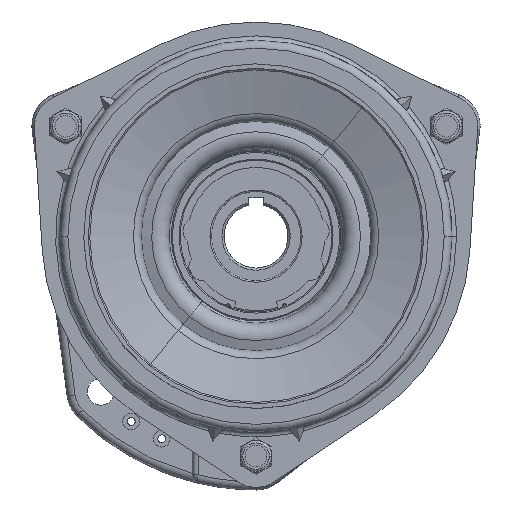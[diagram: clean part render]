
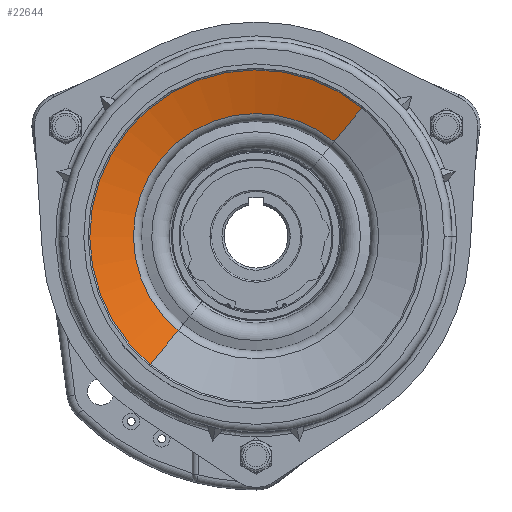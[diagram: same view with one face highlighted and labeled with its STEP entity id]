
A CAD part, top view. The second image highlights one B-rep face of the part: STEP entity #22644.
In plain terms, the highlighted conical face has half-angle 73 degrees and reference radius 54.937 mm.
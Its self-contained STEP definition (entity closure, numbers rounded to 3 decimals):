
#1214 = VERTEX_POINT ( 'NONE', #27767 ) ;
#1364 = VERTEX_POINT ( 'NONE', #27917 ) ;
#1514 = VERTEX_POINT ( 'NONE', #14119 ) ;
#1607 = VERTEX_POINT ( 'NONE', #14304 ) ;
#4209 = CIRCLE ( 'NONE', #15250, 74.482 ) ;
#6161 = CARTESIAN_POINT ( 'NONE',  ( 0., 0., 67.057 ) ) ;
#6162 = DIRECTION ( 'NONE',  ( 0., 0., 1. ) ) ;
#6163 = DIRECTION ( 'NONE',  ( 0.636, 0.771, 0. ) ) ;
#9640 = CIRCLE ( 'NONE', #15820, 54.937 ) ;
#9803 = CONICAL_SURFACE ( 'NONE', #35874, 54.937, 1.274 ) ;
#14119 = CARTESIAN_POINT ( 'NONE',  ( -34.959, -42.378, 61.082 ) ) ;
#14304 = CARTESIAN_POINT ( 'NONE',  ( 47.397, 57.455, 67.057 ) ) ;
#15250 = AXIS2_PLACEMENT_3D ( 'NONE', #6161, #6162, #6163 ) ;
#15820 = AXIS2_PLACEMENT_3D ( 'NONE', #32873, #32874, #32875 ) ;
#15827 = VECTOR ( 'NONE', #32882, 1000. ) ;
#15832 = VECTOR ( 'NONE', #32888, 1000. ) ;
#20428 = EDGE_CURVE ( 'NONE', #1607, #1364, #4209, .T. ) ;
#21908 = EDGE_CURVE ( 'NONE', #1214, #1514, #9640, .T. ) ;
#21910 = EDGE_CURVE ( 'NONE', #1514, #1364, #32880, .T. ) ;
#21912 = EDGE_CURVE ( 'NONE', #1214, #1607, #32886, .T. ) ;
#22644 = ADVANCED_FACE ( 'NONE', ( #35863 ), #9803, .F. ) ;
#27767 = CARTESIAN_POINT ( 'NONE',  ( 34.959, 42.378, 61.082 ) ) ;
#27917 = CARTESIAN_POINT ( 'NONE',  ( -47.397, -57.455, 67.057 ) ) ;
#32873 = CARTESIAN_POINT ( 'NONE',  ( 0., 0., 61.082 ) ) ;
#32874 = DIRECTION ( 'NONE',  ( 0., 0., 1. ) ) ;
#32875 = DIRECTION ( 'NONE',  ( 0.636, 0.771, 0. ) ) ;
#32880 = LINE ( 'NONE', #32881, #15827 ) ;
#32881 = CARTESIAN_POINT ( 'NONE',  ( -34.959, -42.378, 61.082 ) ) ;
#32882 = DIRECTION ( 'NONE',  ( -0.609, -0.738, 0.292 ) ) ;
#32886 = LINE ( 'NONE', #32887, #15832 ) ;
#32887 = CARTESIAN_POINT ( 'NONE',  ( 34.959, 42.378, 61.082 ) ) ;
#32888 = DIRECTION ( 'NONE',  ( 0.609, 0.738, 0.292 ) ) ;
#33861 = CARTESIAN_POINT ( 'NONE',  ( 0., 0., 61.082 ) ) ;
#33862 = DIRECTION ( 'NONE',  ( 0., 0., 1. ) ) ;
#33863 = DIRECTION ( 'NONE',  ( 0.636, 0.771, 0. ) ) ;
#34693 = EDGE_LOOP ( 'NONE', ( #37511, #37512, #37513, #37509 ) ) ;
#35863 = FACE_OUTER_BOUND ( 'NONE', #34693, .T. ) ;
#35874 = AXIS2_PLACEMENT_3D ( 'NONE', #33861, #33862, #33863 ) ;
#37509 = ORIENTED_EDGE ( 'NONE', *, *, #20428, .T. ) ;
#37511 = ORIENTED_EDGE ( 'NONE', *, *, #21910, .F. ) ;
#37512 = ORIENTED_EDGE ( 'NONE', *, *, #21908, .F. ) ;
#37513 = ORIENTED_EDGE ( 'NONE', *, *, #21912, .T. ) ;
